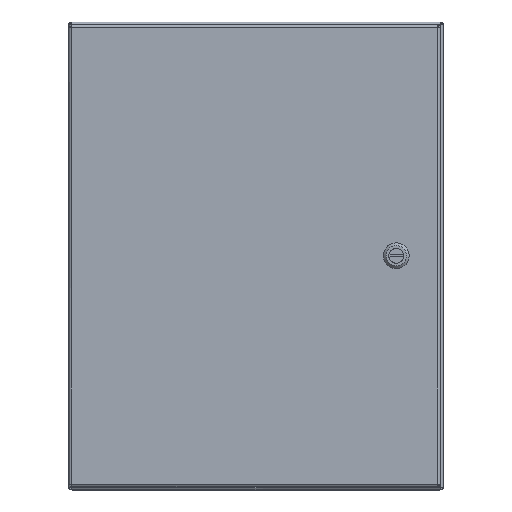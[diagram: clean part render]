
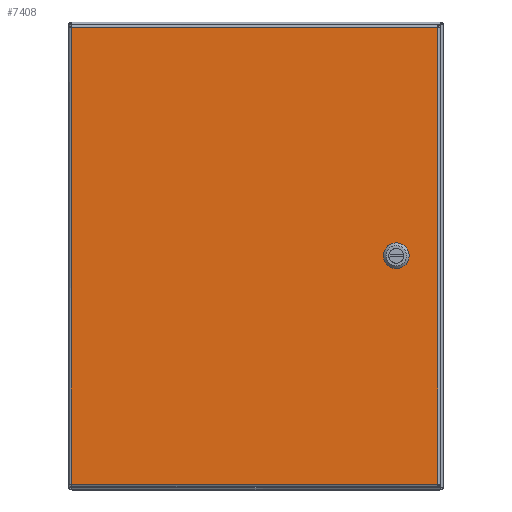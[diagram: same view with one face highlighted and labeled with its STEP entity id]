
A CAD part, top view. The second image highlights one B-rep face of the part: STEP entity #7408.
In plain terms, the highlighted face is planar.
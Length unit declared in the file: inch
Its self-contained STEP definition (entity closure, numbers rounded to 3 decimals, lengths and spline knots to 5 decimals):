
#5731=CARTESIAN_POINT('',(2.08762,10.275,0.0));
#5732=VERTEX_POINT('',#5731);
#5739=CARTESIAN_POINT('',(2.275,10.08762,0.0));
#5740=VERTEX_POINT('',#5739);
#5741=CARTESIAN_POINT('',(1.875,9.875,0.0));
#5742=DIRECTION('',(0.0,0.0,1.0));
#5743=DIRECTION('',(-0.469,-0.883,0.0));
#5744=AXIS2_PLACEMENT_3D('',#5741,#5742,#5743);
#5745=CIRCLE('',#5744,0.453);
#5746=EDGE_CURVE('',#5740,#5732,#5745,.T.);
#5771=CARTESIAN_POINT('',(2.275,9.66238,0.0));
#5772=VERTEX_POINT('',#5771);
#5773=CARTESIAN_POINT('',(2.275,9.66238,0.0));
#5774=DIRECTION('',(0.0,1.0,0.0));
#5775=VECTOR('',#5774,0.42525);
#5776=LINE('',#5773,#5775);
#5777=EDGE_CURVE('',#5772,#5740,#5776,.T.);
#5803=CARTESIAN_POINT('',(2.08762,9.475,0.0));
#5804=VERTEX_POINT('',#5803);
#5805=CARTESIAN_POINT('',(1.875,9.875,0.0));
#5806=DIRECTION('',(0.0,0.0,1.0));
#5807=DIRECTION('',(-0.883,0.469,0.0));
#5808=AXIS2_PLACEMENT_3D('',#5805,#5806,#5807);
#5809=CIRCLE('',#5808,0.453);
#5810=EDGE_CURVE('',#5804,#5772,#5809,.T.);
#5835=CARTESIAN_POINT('',(1.66238,9.475,0.0));
#5836=VERTEX_POINT('',#5835);
#5837=CARTESIAN_POINT('',(1.66238,9.475,0.0));
#5838=DIRECTION('',(1.0,0.0,0.0));
#5839=VECTOR('',#5838,0.42525);
#5840=LINE('',#5837,#5839);
#5841=EDGE_CURVE('',#5836,#5804,#5840,.T.);
#5867=CARTESIAN_POINT('',(1.475,9.66238,0.0));
#5868=VERTEX_POINT('',#5867);
#5869=CARTESIAN_POINT('',(1.875,9.875,0.0));
#5870=DIRECTION('',(0.0,0.0,1.0));
#5871=DIRECTION('',(0.469,0.883,0.0));
#5872=AXIS2_PLACEMENT_3D('',#5869,#5870,#5871);
#5873=CIRCLE('',#5872,0.453);
#5874=EDGE_CURVE('',#5868,#5836,#5873,.T.);
#5899=CARTESIAN_POINT('',(1.475,10.08762,0.0));
#5900=VERTEX_POINT('',#5899);
#5901=CARTESIAN_POINT('',(1.475,10.08762,0.0));
#5902=DIRECTION('',(0.0,-1.0,0.0));
#5903=VECTOR('',#5902,0.42525);
#5904=LINE('',#5901,#5903);
#5905=EDGE_CURVE('',#5900,#5868,#5904,.T.);
#5931=CARTESIAN_POINT('',(1.66238,10.275,0.0));
#5932=VERTEX_POINT('',#5931);
#5933=CARTESIAN_POINT('',(1.875,9.875,0.0));
#5934=DIRECTION('',(0.0,0.0,1.0));
#5935=DIRECTION('',(0.883,-0.469,0.0));
#5936=AXIS2_PLACEMENT_3D('',#5933,#5934,#5935);
#5937=CIRCLE('',#5936,0.453);
#5938=EDGE_CURVE('',#5932,#5900,#5937,.T.);
#5961=CARTESIAN_POINT('',(2.08762,10.275,0.0));
#5962=DIRECTION('',(-1.0,0.0,0.0));
#5963=VECTOR('',#5962,0.42525);
#5964=LINE('',#5961,#5963);
#5965=EDGE_CURVE('',#5732,#5932,#5964,.T.);
#6416=CARTESIAN_POINT('',(15.76975,0.10525,0.));
#6417=VERTEX_POINT('',#6416);
#6428=CARTESIAN_POINT('',(15.76975,19.64475,0.));
#6429=VERTEX_POINT('',#6428);
#6430=CARTESIAN_POINT('',(15.76975,19.64475,0.0));
#6431=DIRECTION('',(0.0,-1.0,0.0));
#6432=VECTOR('',#6431,19.5395);
#6433=LINE('',#6430,#6432);
#6434=EDGE_CURVE('',#6429,#6417,#6433,.T.);
#6586=CARTESIAN_POINT('',(0.10525,0.10525,0.));
#6587=VERTEX_POINT('',#6586);
#6598=CARTESIAN_POINT('',(15.76975,0.10525,0.0));
#6599=DIRECTION('',(-1.0,0.0,0.0));
#6600=VECTOR('',#6599,15.6645);
#6601=LINE('',#6598,#6600);
#6602=EDGE_CURVE('',#6417,#6587,#6601,.T.);
#6863=CARTESIAN_POINT('',(0.10525,19.64475,0.));
#6864=VERTEX_POINT('',#6863);
#6875=CARTESIAN_POINT('',(0.10525,0.10525,0.0));
#6876=DIRECTION('',(0.0,1.0,0.0));
#6877=VECTOR('',#6876,19.5395);
#6878=LINE('',#6875,#6877);
#6879=EDGE_CURVE('',#6587,#6864,#6878,.T.);
#7144=CARTESIAN_POINT('',(0.10525,19.64475,0.0));
#7145=DIRECTION('',(1.0,0.0,0.0));
#7146=VECTOR('',#7145,15.6645);
#7147=LINE('',#7144,#7146);
#7148=EDGE_CURVE('',#6864,#6429,#7147,.T.);
#7387=CARTESIAN_POINT('',(7.9375,9.875,0.0));
#7388=DIRECTION('',(0.0,0.0,1.0));
#7389=DIRECTION('',(1.0,0.0,0.0));
#7390=AXIS2_PLACEMENT_3D('',#7387,#7388,#7389);
#7391=PLANE('',#7390);
#7392=ORIENTED_EDGE('',*,*,#6434,.T.);
#7393=ORIENTED_EDGE('',*,*,#6602,.T.);
#7394=ORIENTED_EDGE('',*,*,#6879,.T.);
#7395=ORIENTED_EDGE('',*,*,#7148,.T.);
#7396=EDGE_LOOP('',(#7392,#7393,#7394,#7395));
#7397=FACE_OUTER_BOUND('',#7396,.T.);
#7398=ORIENTED_EDGE('',*,*,#5746,.T.);
#7399=ORIENTED_EDGE('',*,*,#5965,.T.);
#7400=ORIENTED_EDGE('',*,*,#5938,.T.);
#7401=ORIENTED_EDGE('',*,*,#5905,.T.);
#7402=ORIENTED_EDGE('',*,*,#5874,.T.);
#7403=ORIENTED_EDGE('',*,*,#5841,.T.);
#7404=ORIENTED_EDGE('',*,*,#5810,.T.);
#7405=ORIENTED_EDGE('',*,*,#5777,.T.);
#7406=EDGE_LOOP('',(#7398,#7399,#7400,#7401,#7402,#7403,#7404,#7405));
#7407=FACE_BOUND('',#7406,.T.);
#7408=ADVANCED_FACE('',(#7397,#7407),#7391,.F.);
